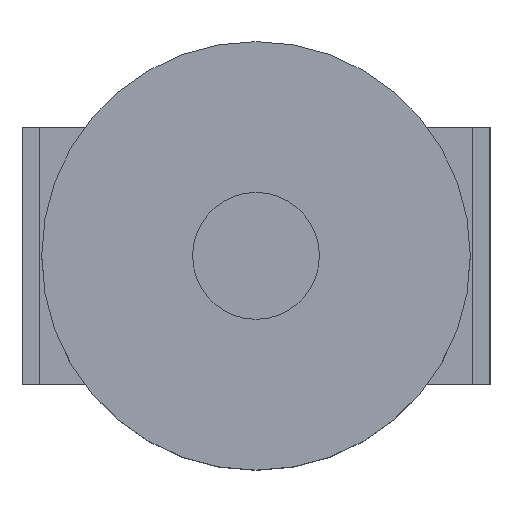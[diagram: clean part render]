
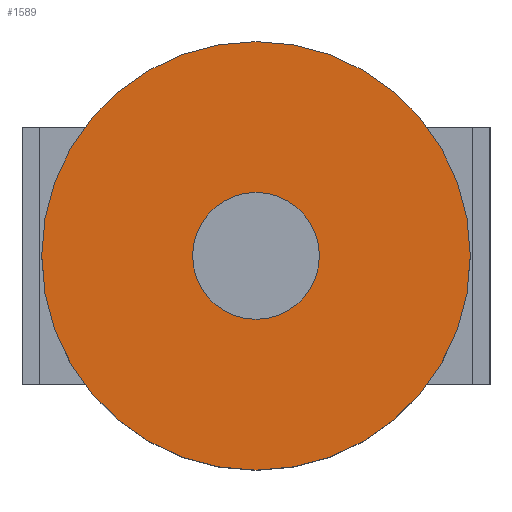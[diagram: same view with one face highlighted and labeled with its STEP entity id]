
A CAD part, top view. The second image highlights one B-rep face of the part: STEP entity #1589.
In plain terms, the highlighted planar face has unit normal (0, 0, 1).
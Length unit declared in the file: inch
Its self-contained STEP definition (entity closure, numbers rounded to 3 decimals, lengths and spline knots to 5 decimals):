
#108=FACE_BOUND('',#274,.T.);
#114=PLANE('',#1723);
#160=FACE_OUTER_BOUND('',#273,.T.);
#273=EDGE_LOOP('',(#1077));
#274=EDGE_LOOP('',(#1078));
#657=CIRCLE('',#1719,0.37);
#658=CIRCLE('',#1721,1.25);
#699=VERTEX_POINT('',#2411);
#700=VERTEX_POINT('',#2415);
#834=EDGE_CURVE('',#699,#699,#657,.T.);
#835=EDGE_CURVE('',#700,#700,#658,.T.);
#1077=ORIENTED_EDGE('',*,*,#835,.T.);
#1078=ORIENTED_EDGE('',*,*,#834,.T.);
#1589=ADVANCED_FACE('',(#160,#108),#114,.T.);
#1719=AXIS2_PLACEMENT_3D('',#2413,#1909,#1910);
#1721=AXIS2_PLACEMENT_3D('',#2416,#1913,#1914);
#1723=AXIS2_PLACEMENT_3D('',#2420,#1918,#1919);
#1909=DIRECTION('center_axis',(0.,0.,-1.));
#1910=DIRECTION('ref_axis',(1.,0.,0.));
#1913=DIRECTION('center_axis',(0.,0.,1.));
#1914=DIRECTION('ref_axis',(1.,0.,0.));
#1918=DIRECTION('center_axis',(0.,0.,1.));
#1919=DIRECTION('ref_axis',(1.,0.,0.));
#2411=CARTESIAN_POINT('',(-4.63,0.25,0.4));
#2413=CARTESIAN_POINT('Origin',(-4.26,0.25,0.4));
#2415=CARTESIAN_POINT('',(-5.51,0.25,0.4));
#2416=CARTESIAN_POINT('Origin',(-4.26,0.25,0.4));
#2420=CARTESIAN_POINT('Origin',(-4.26,0.25,0.4));
